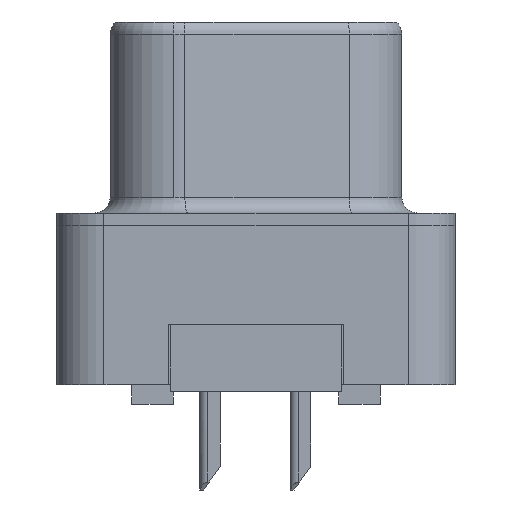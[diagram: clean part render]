
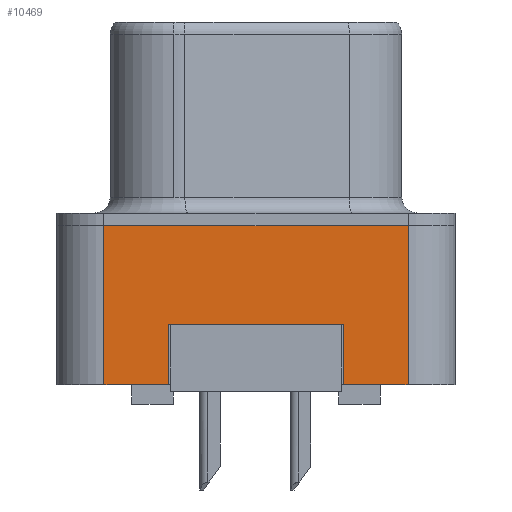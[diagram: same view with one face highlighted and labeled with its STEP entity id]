
A CAD part, left-side view. The second image highlights one B-rep face of the part: STEP entity #10469.
In plain terms, the highlighted planar face has unit normal (-1, 0, 0).
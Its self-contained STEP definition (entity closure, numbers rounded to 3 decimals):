
#183 = DIRECTION ( 'NONE',  ( 0., -1., 0. ) ) ;
#297 = ORIENTED_EDGE ( 'NONE', *, *, #8966, .F. ) ;
#849 = CARTESIAN_POINT ( 'NONE',  ( -2.91, 2.75, -3.1 ) ) ;
#1255 = VERTEX_POINT ( 'NONE', #7107 ) ;
#1475 = EDGE_CURVE ( 'NONE', #1854, #7499, #3222, .T. ) ;
#1512 = CARTESIAN_POINT ( 'NONE',  ( -2.91, -4.775, -5. ) ) ;
#1559 = DIRECTION ( 'NONE',  ( 0., -1., 0. ) ) ;
#1854 = VERTEX_POINT ( 'NONE', #7884 ) ;
#1890 = DIRECTION ( 'NONE',  ( 0., 0., 1. ) ) ;
#2066 = DIRECTION ( 'NONE',  ( 0., 0., -1. ) ) ;
#2204 = CARTESIAN_POINT ( 'NONE',  ( -2.91, -4.775, -5. ) ) ;
#2340 = EDGE_CURVE ( 'NONE', #12183, #1255, #6763, .T. ) ;
#3029 = LINE ( 'NONE', #849, #6910 ) ;
#3222 = LINE ( 'NONE', #13886, #8707 ) ;
#3423 = ORIENTED_EDGE ( 'NONE', *, *, #12902, .T. ) ;
#3794 = VECTOR ( 'NONE', #1890, 1000. ) ;
#4247 = ORIENTED_EDGE ( 'NONE', *, *, #2340, .T. ) ;
#4341 = DIRECTION ( 'NONE',  ( 0., 0., 1. ) ) ;
#4603 = ORIENTED_EDGE ( 'NONE', *, *, #1475, .T. ) ;
#4867 = LINE ( 'NONE', #2204, #5155 ) ;
#5108 = CARTESIAN_POINT ( 'NONE',  ( -2.91, 4.775, -5. ) ) ;
#5155 = VECTOR ( 'NONE', #14417, 1000. ) ;
#5186 = VERTEX_POINT ( 'NONE', #5824 ) ;
#5345 = EDGE_CURVE ( 'NONE', #15122, #5186, #9572, .T. ) ;
#5417 = ORIENTED_EDGE ( 'NONE', *, *, #5345, .T. ) ;
#5459 = CARTESIAN_POINT ( 'NONE',  ( -2.91, 2.75, -3.1 ) ) ;
#5465 = VECTOR ( 'NONE', #1559, 1000. ) ;
#5538 = EDGE_CURVE ( 'NONE', #15122, #7667, #12622, .T. ) ;
#5708 = CARTESIAN_POINT ( 'NONE',  ( -2.91, -2.75, -5. ) ) ;
#5824 = CARTESIAN_POINT ( 'NONE',  ( -2.91, 2.75, -5. ) ) ;
#6040 = DIRECTION ( 'NONE',  ( 0., 0., 1. ) ) ;
#6444 = VECTOR ( 'NONE', #4341, 1000. ) ;
#6563 = DIRECTION ( 'NONE',  ( 0., 1., 0. ) ) ;
#6763 = LINE ( 'NONE', #13969, #6444 ) ;
#6820 = ORIENTED_EDGE ( 'NONE', *, *, #13676, .F. ) ;
#6910 = VECTOR ( 'NONE', #6563, 1000. ) ;
#7107 = CARTESIAN_POINT ( 'NONE',  ( -2.91, -4.775, 0. ) ) ;
#7193 = AXIS2_PLACEMENT_3D ( 'NONE', #8319, #8159, #6040 ) ;
#7499 = VERTEX_POINT ( 'NONE', #5708 ) ;
#7667 = VERTEX_POINT ( 'NONE', #9775 ) ;
#7837 = EDGE_CURVE ( 'NONE', #7667, #1255, #11108, .T. ) ;
#7858 = LINE ( 'NONE', #10359, #11742 ) ;
#7884 = CARTESIAN_POINT ( 'NONE',  ( -2.91, -2.75, -3.1 ) ) ;
#8034 = VERTEX_POINT ( 'NONE', #5459 ) ;
#8159 = DIRECTION ( 'NONE',  ( -1., 0., 0. ) ) ;
#8237 = PLANE ( 'NONE',  #7193 ) ;
#8319 = CARTESIAN_POINT ( 'NONE',  ( -2.91, -4.775, -5. ) ) ;
#8707 = VECTOR ( 'NONE', #2066, 1000. ) ;
#8966 = EDGE_CURVE ( 'NONE', #8034, #5186, #7858, .T. ) ;
#9402 = FACE_OUTER_BOUND ( 'NONE', #10308, .T. ) ;
#9572 = LINE ( 'NONE', #1512, #14780 ) ;
#9775 = CARTESIAN_POINT ( 'NONE',  ( -2.91, 4.775, 0. ) ) ;
#10308 = EDGE_LOOP ( 'NONE', ( #4603, #3423, #4247, #11655, #14459, #5417, #297, #6820 ) ) ;
#10359 = CARTESIAN_POINT ( 'NONE',  ( -2.91, 2.75, -3.1 ) ) ;
#10469 = ADVANCED_FACE ( 'NONE', ( #9402 ), #8237, .T. ) ;
#11108 = LINE ( 'NONE', #13596, #5465 ) ;
#11344 = CARTESIAN_POINT ( 'NONE',  ( -2.91, 4.775, -5. ) ) ;
#11655 = ORIENTED_EDGE ( 'NONE', *, *, #7837, .F. ) ;
#11742 = VECTOR ( 'NONE', #13952, 1000. ) ;
#12183 = VERTEX_POINT ( 'NONE', #14771 ) ;
#12622 = LINE ( 'NONE', #5108, #3794 ) ;
#12902 = EDGE_CURVE ( 'NONE', #7499, #12183, #4867, .T. ) ;
#13596 = CARTESIAN_POINT ( 'NONE',  ( -2.91, -4.775, 0. ) ) ;
#13676 = EDGE_CURVE ( 'NONE', #1854, #8034, #3029, .T. ) ;
#13886 = CARTESIAN_POINT ( 'NONE',  ( -2.91, -2.75, -3.1 ) ) ;
#13952 = DIRECTION ( 'NONE',  ( 0., 0., -1. ) ) ;
#13969 = CARTESIAN_POINT ( 'NONE',  ( -2.91, -4.775, -5. ) ) ;
#14417 = DIRECTION ( 'NONE',  ( 0., -1., 0. ) ) ;
#14459 = ORIENTED_EDGE ( 'NONE', *, *, #5538, .F. ) ;
#14771 = CARTESIAN_POINT ( 'NONE',  ( -2.91, -4.775, -5. ) ) ;
#14780 = VECTOR ( 'NONE', #183, 1000. ) ;
#15122 = VERTEX_POINT ( 'NONE', #11344 ) ;
